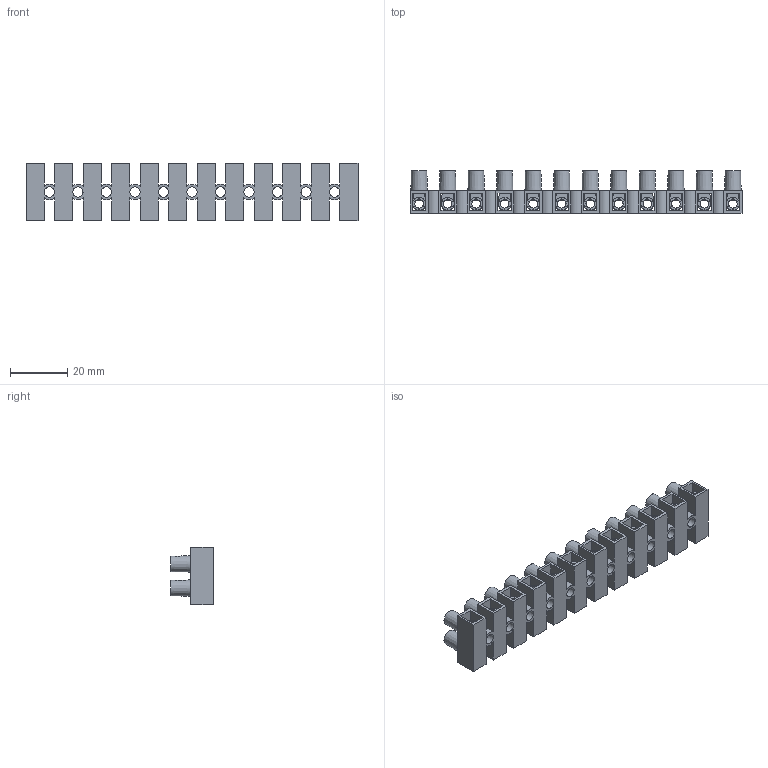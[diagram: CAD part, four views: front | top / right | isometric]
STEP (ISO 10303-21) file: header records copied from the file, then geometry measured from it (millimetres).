
FILE_DESCRIPTION(/* description */ (''),/* implementation_level */ '2;1');
FILE_NAME(/* name */ 'HE42BU.stp',/* time_stamp */ '2016-08-18T14:15:32-04:00',/* author */ ('CAD Station'),/* organization */ (''),/* preprocessor_version */ 'ST-DEVELOPER v16.1',/* originating_system */ 'Autodesk Inventor 2016',/* authorisation */ '');
FILE_SCHEMA (('AUTOMOTIVE_DESIGN { 1 0 10303 214 3 1 1 }'));
Length unit declared in the file: millimetre
Products named in the file (4): hus4; INL4WPR; M3; HE4
Assembly tree (25 placements, depth 2):
  HE4
    hus4
    INL4WPR  x12
    M3  x12
Bounding box: 116.4 x 15 x 20 mm (x, y, z)
Volume: 9653.8 mm3; surface area: 25997.4 mm2
Topology: 37 solids, 37 shells, 1041 faces, 2660 edges, 1717 vertices
Faces by surface type: plane 672, cylinder 249, cone 84, torus 36
Full cylindrical faces by diameter (mm): 2.46 x12, 3 x36, 3.6 x23, 4.2 x12, 4.6 x24
Entity records: 9730 total; most frequent: CARTESIAN_POINT 1766, DIRECTION 1636, ORIENTED_EDGE 1428, EDGE_CURVE 714, AXIS2_PLACEMENT_3D 586, EDGE_LOOP 534, VERTEX_POINT 524, LINE 464
